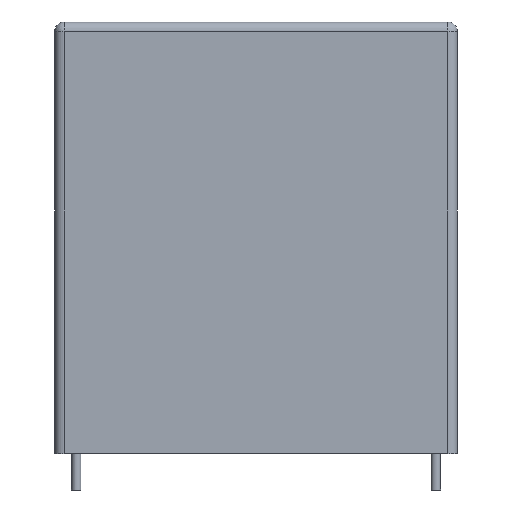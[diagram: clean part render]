
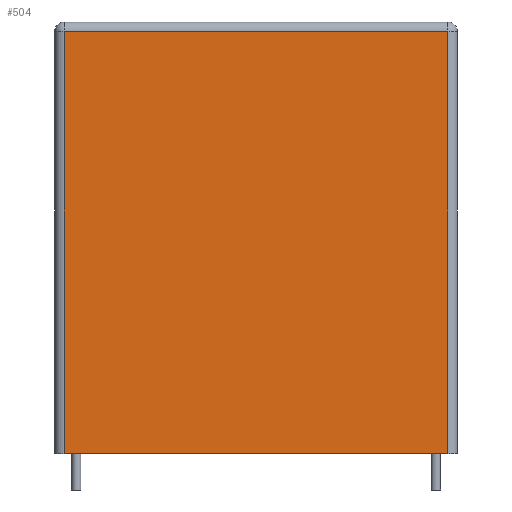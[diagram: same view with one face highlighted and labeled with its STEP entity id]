
A CAD part, front view. The second image highlights one B-rep face of the part: STEP entity #504.
In plain terms, the highlighted free-form (B-spline) face has degree [1, 1] with [2, 2] control points.
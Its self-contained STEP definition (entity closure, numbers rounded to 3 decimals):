
#107=CARTESIAN_POINT('',(20.0,-15.0,44.0));
#108=VERTEX_POINT('',#107);
#197=CARTESIAN_POINT('',(-20.,-15.0,44.0));
#198=VERTEX_POINT('',#197);
#233=CARTESIAN_POINT('',(-20.,-15.0,44.0));
#234=DIRECTION('',(1.0,0.0,0.0));
#235=VECTOR('',#234,40.);
#236=LINE('',#233,#235);
#237=EDGE_CURVE('',#198,#108,#236,.T.);
#278=CARTESIAN_POINT('',(-20.,-15.0,0.0));
#279=VERTEX_POINT('',#278);
#287=CARTESIAN_POINT('',(-20.,-15.0,0.0));
#288=DIRECTION('',(0.0,0.0,1.0));
#289=VECTOR('',#288,44.0);
#290=LINE('',#287,#289);
#291=EDGE_CURVE('',#279,#198,#290,.T.);
#362=CARTESIAN_POINT('',(20.0,-15.0,0.0));
#363=VERTEX_POINT('',#362);
#380=CARTESIAN_POINT('',(20.0,-15.0,44.0));
#381=DIRECTION('',(0.0,0.0,-1.0));
#382=VECTOR('',#381,44.0);
#383=LINE('',#380,#382);
#384=EDGE_CURVE('',#108,#363,#383,.T.);
#484=CARTESIAN_POINT('',(-20.,-15.0,0.0));
#485=DIRECTION('',(1.0,0.0,0.0));
#486=VECTOR('',#485,40.);
#487=LINE('',#484,#486);
#488=EDGE_CURVE('',#279,#363,#487,.T.);
#493=CARTESIAN_POINT('',(20.0,-15.0,44.0));
#494=CARTESIAN_POINT('',(20.0,-15.0,0.0));
#495=CARTESIAN_POINT('',(-20.,-15.0,44.0));
#496=CARTESIAN_POINT('',(-20.,-15.0,0.0));
#497=B_SPLINE_SURFACE_WITH_KNOTS('',1,1,((#493,#495),(#494,#496)),.UNSPECIFIED.,.F.,.F.,.U.,(2,2),(2,2),(0.0,44.0),(0.0,40.),.UNSPECIFIED.);
#498=ORIENTED_EDGE('',*,*,#291,.F.);
#499=ORIENTED_EDGE('',*,*,#488,.T.);
#500=ORIENTED_EDGE('',*,*,#384,.F.);
#501=ORIENTED_EDGE('',*,*,#237,.F.);
#502=EDGE_LOOP('',(#498,#499,#500,#501));
#503=FACE_OUTER_BOUND('',#502,.T.);
#504=ADVANCED_FACE('',(#503),#497,.F.);
